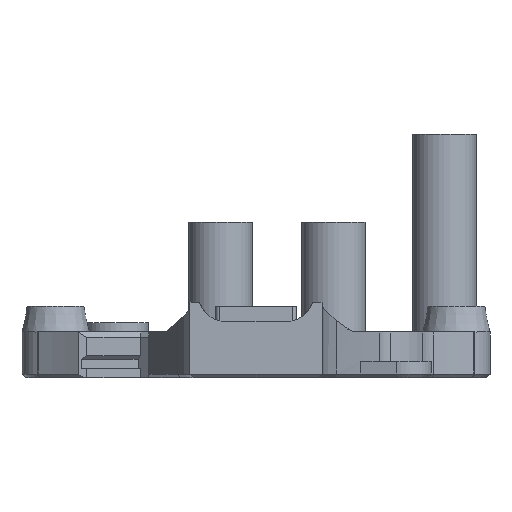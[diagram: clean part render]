
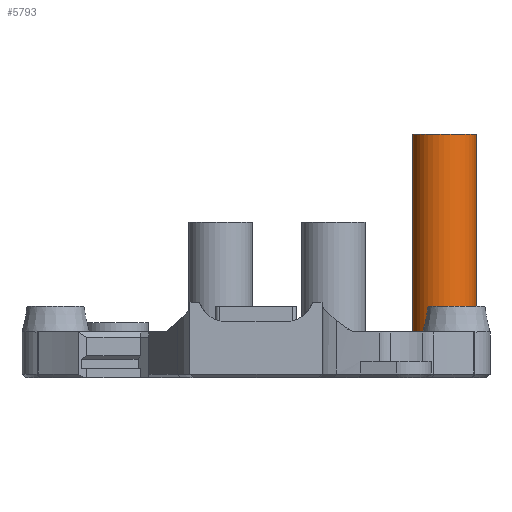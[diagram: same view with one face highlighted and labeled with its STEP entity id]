
A CAD part, front view. The second image highlights one B-rep face of the part: STEP entity #5793.
In plain terms, the highlighted cylindrical face has radius 3.5 mm (diameter 7 mm), a full revolution.
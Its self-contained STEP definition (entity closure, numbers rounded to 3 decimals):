
#1475=ORIENTED_EDGE('',*,*,#3162,.T.);
#1476=ORIENTED_EDGE('',*,*,#3163,.F.);
#3162=EDGE_CURVE('',#4015,#4015,#4544,.T.);
#3163=EDGE_CURVE('',#4016,#4016,#4545,.T.);
#4015=VERTEX_POINT('',#8844);
#4016=VERTEX_POINT('',#8847);
#4544=CIRCLE('',#6234,3.5);
#4545=CIRCLE('',#6236,3.5);
#4870=EDGE_LOOP('',(#1475));
#4871=EDGE_LOOP('',(#1476));
#5287=FACE_BOUND('',#4870,.T.);
#5288=FACE_BOUND('',#4871,.T.);
#5673=CYLINDRICAL_SURFACE('',#6235,3.5);
#5793=ADVANCED_FACE('',(#5287,#5288),#5673,.T.);
#6234=AXIS2_PLACEMENT_3D('',#8843,#6985,#6986);
#6235=AXIS2_PLACEMENT_3D('',#8845,#6987,#6988);
#6236=AXIS2_PLACEMENT_3D('',#8846,#6989,#6990);
#6985=DIRECTION('',(0.,0.,1.));
#6986=DIRECTION('',(1.,0.,0.));
#6987=DIRECTION('',(0.,0.,1.));
#6988=DIRECTION('',(1.,0.,0.));
#6989=DIRECTION('',(0.,0.,1.));
#6990=DIRECTION('',(1.,0.,0.));
#8843=CARTESIAN_POINT('',(19.1,38.8,0.));
#8844=CARTESIAN_POINT('',(22.6,38.8,0.));
#8845=CARTESIAN_POINT('',(19.1,38.8,0.));
#8846=CARTESIAN_POINT('',(19.1,38.8,26.621));
#8847=CARTESIAN_POINT('',(22.6,38.8,26.621));
